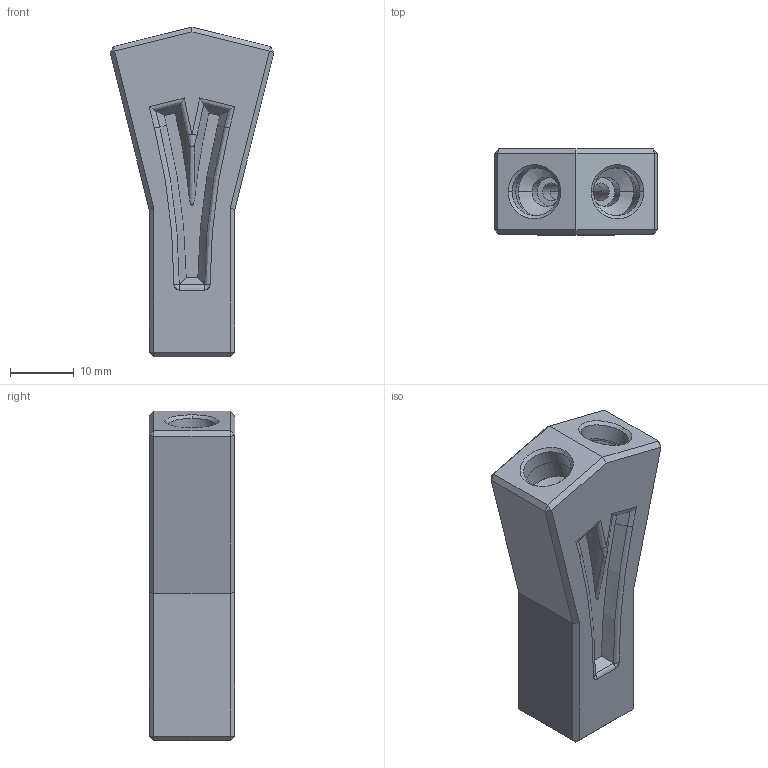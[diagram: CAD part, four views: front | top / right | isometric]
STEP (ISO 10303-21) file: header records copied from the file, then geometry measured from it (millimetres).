
FILE_DESCRIPTION(('FreeCAD Model'),'2;1');
FILE_NAME('Open CASCADE Shape Model','2025-01-16T13:22:55',(''),(''), 'Open CASCADE STEP processor 7.8','FreeCAD','Unknown');
FILE_SCHEMA(('AUTOMOTIVE_DESIGN { 1 0 10303 214 1 1 1 1 }'));
Length unit declared in the file: millimetre
Products named in the file (1): Y splitter
Bounding box: 25.63 x 13.39 x 51.6 mm (x, y, z)
Volume: 9179.4 mm3; surface area: 4621.3 mm2
Topology: 1 solids, 1 shells, 130 faces, 315 edges, 195 vertices
Faces by surface type: plane 46, bspline 44, cone 24, cylinder 12, torus 4
Full cylindrical faces by diameter (mm): 2.8 x3, 4.6 x3, 7.5 x3, 8.5 x3
Entity records: 12030 total; most frequent: CARTESIAN_POINT 6203, DIRECTION 957, ORIENTED_EDGE 626, PCURVE 626, DEFINITIONAL_REPRESENTATION 626, LINE 551, VECTOR 551, EDGE_CURVE 313
